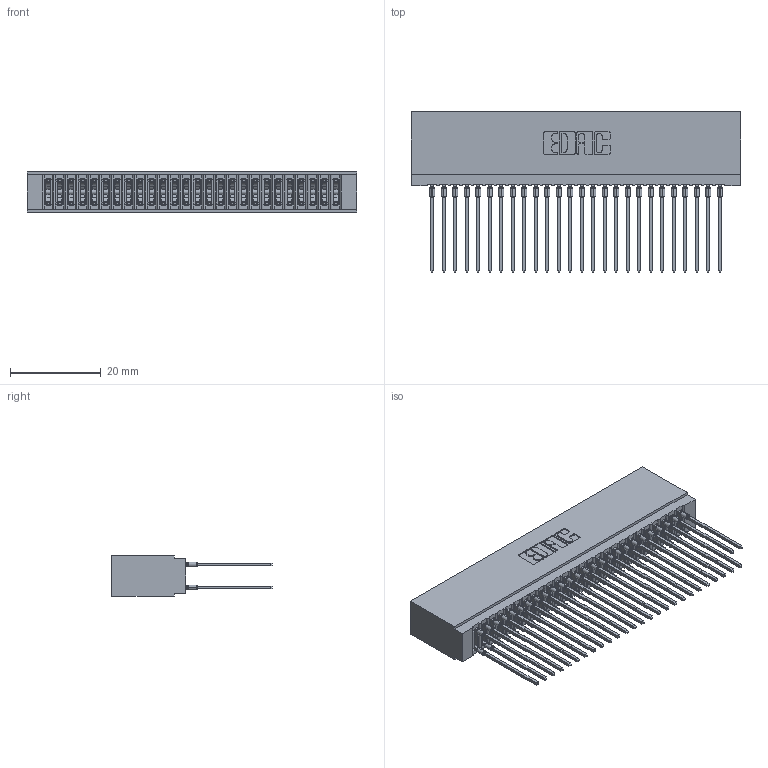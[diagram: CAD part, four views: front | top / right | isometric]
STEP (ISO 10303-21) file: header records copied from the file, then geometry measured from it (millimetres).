
FILE_DESCRIPTION (( 'STEP AP203' ), '1' );
FILE_NAME ('745-052-541-201.STEP', '2026-02-26T18:24:47', ( '' ), ( '' ), 'SwSTEP 2.0', 'SolidWorks 2023', '' );
FILE_SCHEMA (( 'CONFIG_CONTROL_DESIGN' ));
Length unit declared in the file: millimetre
Products named in the file (3): 745-052-541-201; 745 Part_Insulator Option - 01; 745-292-001_541
Assembly tree (53 placements, depth 2):
  745-052-541-201
    745 Part_Insulator Option - 01
    745-292-001_541  x52
Bounding box: 72.64 x 35.45 x 8.89 mm (x, y, z)
Volume: 6894.1 mm3; surface area: 14676.2 mm2
Topology: 53 solids, 53 shells, 4749 faces, 12764 edges, 8024 vertices
Faces by surface type: plane 2447, bspline 1040, cylinder 950, torus 312
Entity records: 45956 total; most frequent: CARTESIAN_POINT 8479, ORIENTED_EDGE 7882, DIRECTION 6899, EDGE_CURVE 3941, VECTOR 3603, LINE 3603, VERTEX_POINT 2516, AXIS2_PLACEMENT_3D 1648
